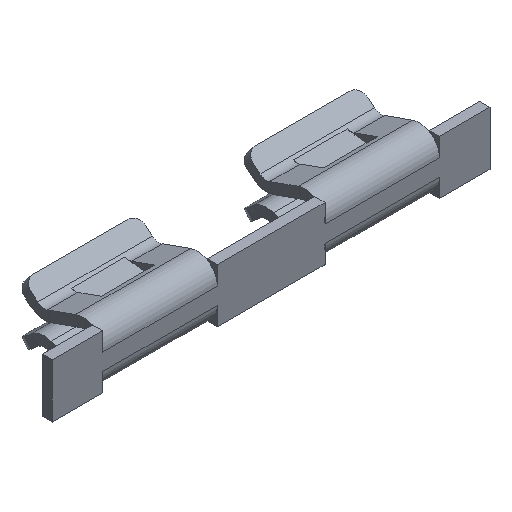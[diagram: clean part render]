
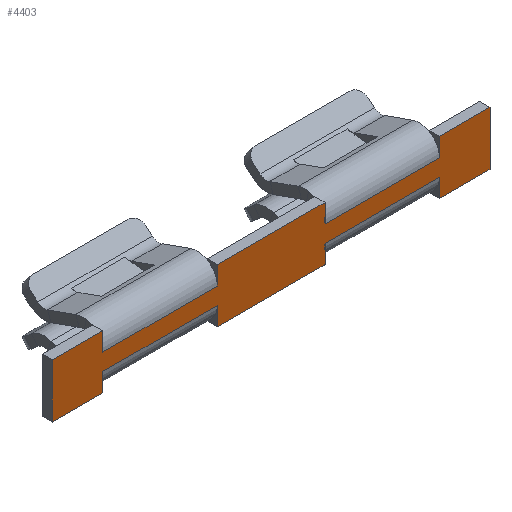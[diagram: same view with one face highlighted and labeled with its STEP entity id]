
A CAD part, isometric view. The second image highlights one B-rep face of the part: STEP entity #4403.
In plain terms, the highlighted planar face has unit normal (0, -1, 0).
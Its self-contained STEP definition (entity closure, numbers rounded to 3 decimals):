
#376=DIRECTION('',(1.,0.,0.));
#377=VECTOR('',#376,1.7);
#378=CARTESIAN_POINT('',(-2.5,0.,0.125));
#379=LINE('',#378,#377);
#499=DIRECTION('',(-1.,0.,0.));
#500=VECTOR('',#499,1.7);
#501=CARTESIAN_POINT('',(2.5,0.,-0.125));
#502=LINE('',#501,#500);
#529=DIRECTION('',(0.,0.,-1.));
#530=VECTOR('',#529,0.275);
#531=CARTESIAN_POINT('',(0.8,0.,-0.125));
#532=LINE('',#531,#530);
#536=DIRECTION('',(0.,0.,-1.));
#537=VECTOR('',#536,0.275);
#538=CARTESIAN_POINT('',(-0.8,0.,-0.125));
#539=LINE('',#538,#537);
#543=DIRECTION('',(0.,0.,-1.));
#544=VECTOR('',#543,0.275);
#545=CARTESIAN_POINT('',(-2.5,0.,-0.125));
#546=LINE('',#545,#544);
#550=DIRECTION('',(0.,0.,1.));
#551=VECTOR('',#550,0.275);
#552=CARTESIAN_POINT('',(-2.5,0.,0.125));
#553=LINE('',#552,#551);
#557=DIRECTION('',(0.,0.,1.));
#558=VECTOR('',#557,0.275);
#559=CARTESIAN_POINT('',(-0.8,0.,0.125));
#560=LINE('',#559,#558);
#564=DIRECTION('',(0.,0.,1.));
#565=VECTOR('',#564,0.275);
#566=CARTESIAN_POINT('',(0.8,0.,0.125));
#567=LINE('',#566,#565);
#571=DIRECTION('',(0.,0.,1.));
#572=VECTOR('',#571,0.275);
#573=CARTESIAN_POINT('',(2.5,0.,0.125));
#574=LINE('',#573,#572);
#578=DIRECTION('',(0.,0.,1.));
#579=VECTOR('',#578,0.8);
#580=CARTESIAN_POINT('',(3.25,0.,-0.4));
#581=LINE('',#580,#579);
#585=DIRECTION('',(0.,0.,-1.));
#586=VECTOR('',#585,0.275);
#587=CARTESIAN_POINT('',(2.5,0.,-0.125));
#588=LINE('',#587,#586);
#613=DIRECTION('',(-1.,0.,0.));
#614=VECTOR('',#613,1.6);
#615=CARTESIAN_POINT('',(0.8,0.,-0.4));
#616=LINE('',#615,#614);
#627=DIRECTION('',(-1.,0.,0.));
#628=VECTOR('',#627,0.75);
#629=CARTESIAN_POINT('',(3.25,0.,-0.4));
#630=LINE('',#629,#628);
#664=DIRECTION('',(1.,0.,0.));
#665=VECTOR('',#664,1.7);
#666=CARTESIAN_POINT('',(-2.5,0.,-0.125));
#667=LINE('',#666,#665);
#1267=DIRECTION('',(-1.,0.,0.));
#1268=VECTOR('',#1267,0.75);
#1269=CARTESIAN_POINT('',(-2.5,0.,-0.4));
#1270=LINE('',#1269,#1268);
#1288=DIRECTION('',(0.,0.,1.));
#1289=VECTOR('',#1288,0.8);
#1290=CARTESIAN_POINT('',(-3.25,0.,-0.4));
#1291=LINE('',#1290,#1289);
#1302=DIRECTION('',(-1.,0.,0.));
#1303=VECTOR('',#1302,0.75);
#1304=CARTESIAN_POINT('',(-2.5,0.,0.4));
#1305=LINE('',#1304,#1303);
#1483=DIRECTION('',(-1.,0.,0.));
#1484=VECTOR('',#1483,0.75);
#1485=CARTESIAN_POINT('',(3.25,0.,0.4));
#1486=LINE('',#1485,#1484);
#1497=DIRECTION('',(-1.,0.,0.));
#1498=VECTOR('',#1497,1.6);
#1499=CARTESIAN_POINT('',(0.8,0.,0.4));
#1500=LINE('',#1499,#1498);
#1548=DIRECTION('',(-1.,0.,0.));
#1549=VECTOR('',#1548,1.7);
#1550=CARTESIAN_POINT('',(2.5,0.,0.125));
#1551=LINE('',#1550,#1549);
#3333=CARTESIAN_POINT('',(3.25,0.,-0.4));
#3334=CARTESIAN_POINT('',(3.25,0.,0.4));
#3335=VERTEX_POINT('',#3333);
#3336=VERTEX_POINT('',#3334);
#3337=CARTESIAN_POINT('',(-3.25,0.,-0.4));
#3338=CARTESIAN_POINT('',(-3.25,0.,0.4));
#3339=VERTEX_POINT('',#3337);
#3340=VERTEX_POINT('',#3338);
#3345=CARTESIAN_POINT('',(-2.5,0.,0.125));
#3346=CARTESIAN_POINT('',(-2.5,0.,0.4));
#3347=VERTEX_POINT('',#3345);
#3348=VERTEX_POINT('',#3346);
#3353=CARTESIAN_POINT('',(-0.8,0.,0.125));
#3354=CARTESIAN_POINT('',(-0.8,0.,0.4));
#3355=VERTEX_POINT('',#3353);
#3356=VERTEX_POINT('',#3354);
#3457=CARTESIAN_POINT('',(-2.5,0.,-0.125));
#3458=CARTESIAN_POINT('',(-0.8,0.,-0.125));
#3459=VERTEX_POINT('',#3457);
#3460=VERTEX_POINT('',#3458);
#3491=CARTESIAN_POINT('',(-2.5,0.,-0.4));
#3492=VERTEX_POINT('',#3491);
#3495=CARTESIAN_POINT('',(-0.8,0.,-0.4));
#3496=VERTEX_POINT('',#3495);
#3549=CARTESIAN_POINT('',(2.5,0.,0.125));
#3550=CARTESIAN_POINT('',(0.8,0.,0.125));
#3551=VERTEX_POINT('',#3549);
#3552=VERTEX_POINT('',#3550);
#3589=CARTESIAN_POINT('',(2.5,0.,-0.125));
#3590=CARTESIAN_POINT('',(0.8,0.,-0.125));
#3591=VERTEX_POINT('',#3589);
#3592=VERTEX_POINT('',#3590);
#3623=CARTESIAN_POINT('',(2.5,0.,0.4));
#3624=VERTEX_POINT('',#3623);
#3627=CARTESIAN_POINT('',(0.8,0.,0.4));
#3628=VERTEX_POINT('',#3627);
#3631=CARTESIAN_POINT('',(2.5,0.,-0.4));
#3632=VERTEX_POINT('',#3631);
#3635=CARTESIAN_POINT('',(0.8,0.,-0.4));
#3636=VERTEX_POINT('',#3635);
#4360=CARTESIAN_POINT('',(3.25,0.,-0.4));
#4361=DIRECTION('',(0.,1.,0.));
#4362=DIRECTION('',(-1.,0.,0.));
#4363=AXIS2_PLACEMENT_3D('',#4360,#4361,#4362);
#4364=PLANE('',#4363);
#4365=ORIENTED_EDGE('',*,*,#4328,.T.);
#4367=ORIENTED_EDGE('',*,*,#4366,.T.);
#4369=ORIENTED_EDGE('',*,*,#4368,.T.);
#4371=ORIENTED_EDGE('',*,*,#4370,.F.);
#4373=ORIENTED_EDGE('',*,*,#4372,.F.);
#4375=ORIENTED_EDGE('',*,*,#4374,.T.);
#4377=ORIENTED_EDGE('',*,*,#4376,.T.);
#4379=ORIENTED_EDGE('',*,*,#4378,.T.);
#4381=ORIENTED_EDGE('',*,*,#4380,.F.);
#4382=ORIENTED_EDGE('',*,*,#4226,.F.);
#4383=ORIENTED_EDGE('',*,*,#4198,.T.);
#4385=ORIENTED_EDGE('',*,*,#4384,.T.);
#4387=ORIENTED_EDGE('',*,*,#4386,.F.);
#4389=ORIENTED_EDGE('',*,*,#4388,.F.);
#4391=ORIENTED_EDGE('',*,*,#4390,.F.);
#4393=ORIENTED_EDGE('',*,*,#4392,.T.);
#4395=ORIENTED_EDGE('',*,*,#4394,.F.);
#4397=ORIENTED_EDGE('',*,*,#4396,.F.);
#4399=ORIENTED_EDGE('',*,*,#4398,.T.);
#4400=ORIENTED_EDGE('',*,*,#4353,.F.);
#4401=EDGE_LOOP('',(#4365,#4367,#4369,#4371,#4373,#4375,#4377,#4379,#4381,#4382,
#4383,#4385,#4387,#4389,#4391,#4393,#4395,#4397,#4399,#4400));
#4402=FACE_OUTER_BOUND('',#4401,.F.);
#4403=ADVANCED_FACE('',(#4402),#4364,.F.);
#4198=EDGE_CURVE('',#3347,#3355,#379,.T.);
#4226=EDGE_CURVE('',#3347,#3348,#553,.T.);
#4328=EDGE_CURVE('',#3591,#3592,#502,.T.);
#4353=EDGE_CURVE('',#3591,#3632,#588,.T.);
#4366=EDGE_CURVE('',#3592,#3636,#532,.T.);
#4368=EDGE_CURVE('',#3636,#3496,#616,.T.);
#4370=EDGE_CURVE('',#3460,#3496,#539,.T.);
#4372=EDGE_CURVE('',#3459,#3460,#667,.T.);
#4374=EDGE_CURVE('',#3459,#3492,#546,.T.);
#4376=EDGE_CURVE('',#3492,#3339,#1270,.T.);
#4378=EDGE_CURVE('',#3339,#3340,#1291,.T.);
#4380=EDGE_CURVE('',#3348,#3340,#1305,.T.);
#4384=EDGE_CURVE('',#3355,#3356,#560,.T.);
#4386=EDGE_CURVE('',#3628,#3356,#1500,.T.);
#4388=EDGE_CURVE('',#3552,#3628,#567,.T.);
#4390=EDGE_CURVE('',#3551,#3552,#1551,.T.);
#4392=EDGE_CURVE('',#3551,#3624,#574,.T.);
#4394=EDGE_CURVE('',#3336,#3624,#1486,.T.);
#4396=EDGE_CURVE('',#3335,#3336,#581,.T.);
#4398=EDGE_CURVE('',#3335,#3632,#630,.T.);
